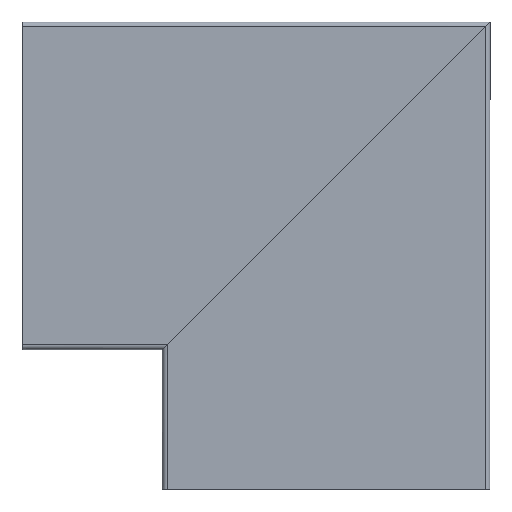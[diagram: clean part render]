
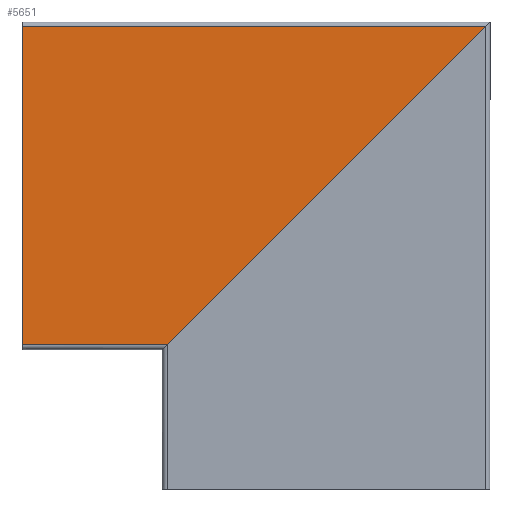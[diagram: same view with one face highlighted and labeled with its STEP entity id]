
A CAD part, left-side view. The second image highlights one B-rep face of the part: STEP entity #5651.
In plain terms, the highlighted planar face has unit normal (-1, 0, 0).
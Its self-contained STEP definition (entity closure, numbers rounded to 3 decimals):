
#541 = LINE ( 'NONE', #2835, #3258 ) ;
#573 = ORIENTED_EDGE ( 'NONE', *, *, #4136, .F. ) ;
#668 = FACE_OUTER_BOUND ( 'NONE', #3368, .T. ) ;
#1085 = VERTEX_POINT ( 'NONE', #4192 ) ;
#1144 = CARTESIAN_POINT ( 'NONE',  ( 0., -50., 300. ) ) ;
#1180 = CARTESIAN_POINT ( 'NONE',  ( 0., 52., 300. ) ) ;
#1335 = LINE ( 'NONE', #1180, #5566 ) ;
#1558 = VERTEX_POINT ( 'NONE', #5656 ) ;
#1653 = DIRECTION ( 'NONE',  ( 1., 0., 0. ) ) ;
#1658 = EDGE_CURVE ( 'NONE', #2335, #4940, #1335, .T. ) ;
#1871 = ORIENTED_EDGE ( 'NONE', *, *, #1658, .T. ) ;
#2335 = VERTEX_POINT ( 'NONE', #5493 ) ;
#2372 = CARTESIAN_POINT ( 'NONE',  ( 0., -50., 300. ) ) ;
#2609 = AXIS2_PLACEMENT_3D ( 'NONE', #1144, #1653, #5203 ) ;
#2835 = CARTESIAN_POINT ( 'NONE',  ( 0., 55., 210. ) ) ;
#2879 = DIRECTION ( 'NONE',  ( 0., -1., 0. ) ) ;
#2970 = CARTESIAN_POINT ( 'NONE',  ( 0., 52., 207. ) ) ;
#3239 = ORIENTED_EDGE ( 'NONE', *, *, #3345, .F. ) ;
#3258 = VECTOR ( 'NONE', #3827, 1000. ) ;
#3345 = EDGE_CURVE ( 'NONE', #1558, #4940, #541, .T. ) ;
#3368 = EDGE_LOOP ( 'NONE', ( #1871, #3239, #5554, #573 ) ) ;
#3782 = EDGE_CURVE ( 'NONE', #1085, #1558, #6335, .T. ) ;
#3827 = DIRECTION ( 'NONE',  ( 0., 0.707, 0.707 ) ) ;
#4136 = EDGE_CURVE ( 'NONE', #2335, #1085, #4663, .T. ) ;
#4158 = PLANE ( 'NONE',  #2609 ) ;
#4192 = CARTESIAN_POINT ( 'NONE',  ( 0., -152., 300. ) ) ;
#4498 = VECTOR ( 'NONE', #2879, 1000. ) ;
#4663 = LINE ( 'NONE', #2372, #4498 ) ;
#4940 = VERTEX_POINT ( 'NONE', #2970 ) ;
#5082 = DIRECTION ( 'NONE',  ( 0., 0., -1. ) ) ;
#5203 = DIRECTION ( 'NONE',  ( 0., 0., -1. ) ) ;
#5242 = DIRECTION ( 'NONE',  ( 0., 0., -1. ) ) ;
#5493 = CARTESIAN_POINT ( 'NONE',  ( 0., 52., 300. ) ) ;
#5554 = ORIENTED_EDGE ( 'NONE', *, *, #3782, .F. ) ;
#5566 = VECTOR ( 'NONE', #5242, 1000. ) ;
#5651 = ADVANCED_FACE ( 'NONE', ( #668 ), #4158, .F. ) ;
#5656 = CARTESIAN_POINT ( 'NONE',  ( 0., -152., 3. ) ) ;
#6153 = VECTOR ( 'NONE', #5082, 1000. ) ;
#6335 = LINE ( 'NONE', #6676, #6153 ) ;
#6676 = CARTESIAN_POINT ( 'NONE',  ( 0., -152., 300. ) ) ;
